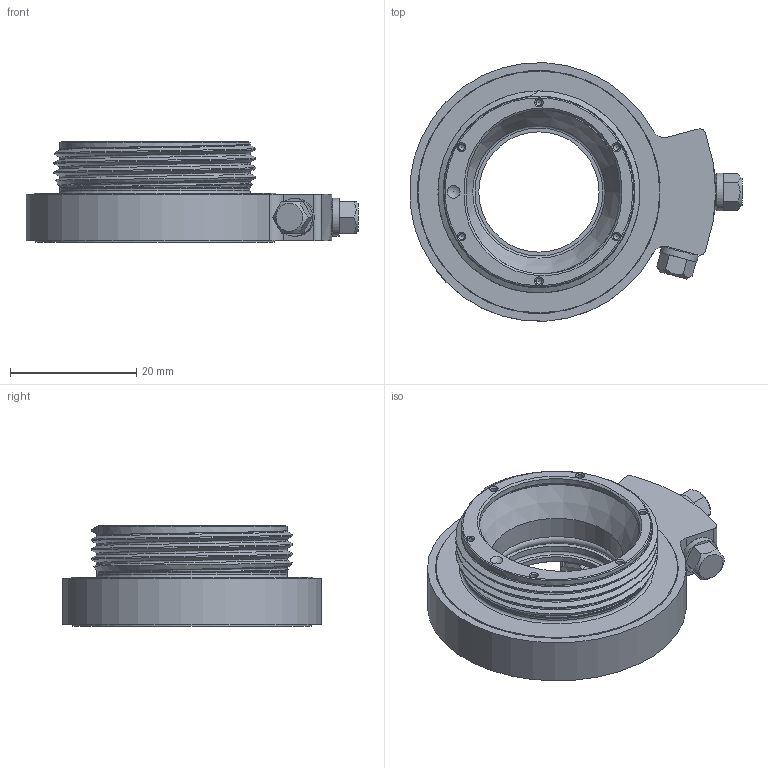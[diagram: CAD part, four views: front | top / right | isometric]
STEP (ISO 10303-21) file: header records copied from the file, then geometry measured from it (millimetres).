
FILE_DESCRIPTION(/* description */ (''),/* implementation_level */ '2;1');
FILE_NAME(/* name */ '372529000.stp',/* time_stamp */ '2022-09-23T09:10:32',/* author */ ('Ratnasingam Jekanthan'),/* organization */ ('REGO-FIX'),/* preprocessor_version */ ' Unknown',/* originating_system */ 'SIEMENS PLM Software Solid Edge ST10',/* authorization */ 'Unknown');
FILE_SCHEMA (('AUTOMOTIVE_DESIGN { 1 0 10303 214 2 1 1}'));
Length unit declared in the file: millimetre
Products named in the file (1): 3725
Bounding box: 52.6 x 40.94 x 15.95 mm (x, y, z)
Volume: 10175.6 mm3; surface area: 9108.2 mm2
Topology: 1 solids, 4 shells, 225 faces, 661 edges, 426 vertices
Faces by surface type: cylinder 61, plane 58, cone 57, torus 42, bspline 4, sphere 3
Full cylindrical faces by diameter (mm): 1 x6, 1.8 x3, 2 x2, 4 x2, 4.459 x4, 6 x2, 19.05 x1, 21.05 x2, 23.5 x2, 30 x1, 30.1 x1, 32 x3, 37.75 x1, 38 x1, 38.3 x1, 38.5 x1
Entity records: 9500 total; most frequent: CARTESIAN_POINT 2768, DIRECTION 1048, ORIENTED_EDGE 1008, EDGE_CURVE 504, AXIS2_PLACEMENT_3D 487, VERTEX_POINT 370, FACE_BOUND 342, EDGE_LOOP 334
